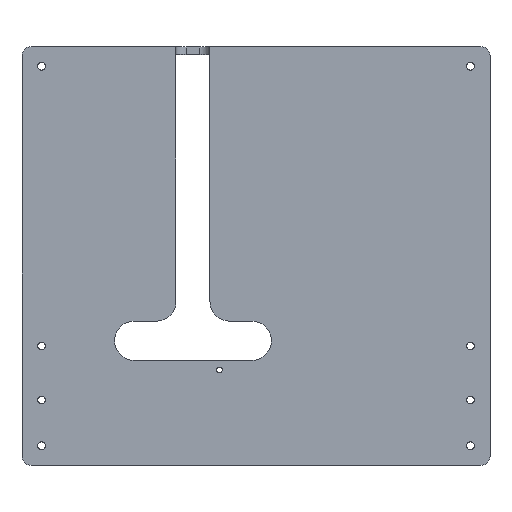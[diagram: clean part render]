
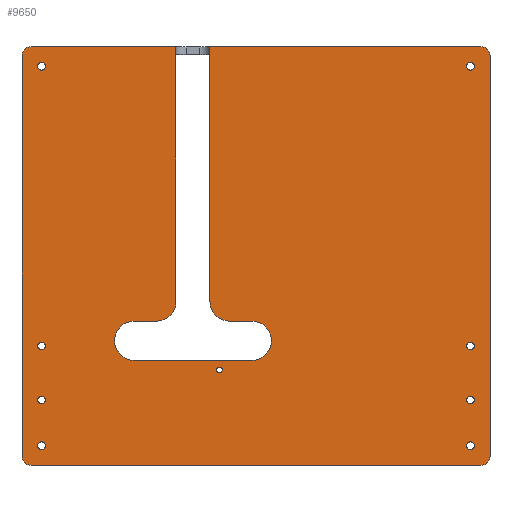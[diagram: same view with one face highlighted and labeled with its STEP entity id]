
A CAD part, top view. The second image highlights one B-rep face of the part: STEP entity #9650.
In plain terms, the highlighted planar face has unit normal (0, 0, 1).
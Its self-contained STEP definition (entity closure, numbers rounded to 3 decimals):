
#54=FACE_BOUND('',#1842,.T.);
#55=FACE_BOUND('',#1843,.T.);
#56=FACE_BOUND('',#1844,.T.);
#57=FACE_BOUND('',#1845,.T.);
#58=FACE_BOUND('',#1846,.T.);
#59=FACE_BOUND('',#1847,.T.);
#60=FACE_BOUND('',#1848,.T.);
#61=FACE_BOUND('',#1849,.T.);
#62=FACE_BOUND('',#1850,.T.);
#497=PLANE('',#10646);
#1244=FACE_OUTER_BOUND('',#1841,.T.);
#1841=EDGE_LOOP('',(#9052,#9053,#9054,#9055,#9056,#9057,#9058,#9059,#9060,
#9061,#9062,#9063,#9064,#9065,#9066,#9067,#9068,#9069));
#1842=EDGE_LOOP('',(#9070));
#1843=EDGE_LOOP('',(#9071));
#1844=EDGE_LOOP('',(#9072));
#1845=EDGE_LOOP('',(#9073));
#1846=EDGE_LOOP('',(#9074));
#1847=EDGE_LOOP('',(#9075));
#1848=EDGE_LOOP('',(#9076));
#1849=EDGE_LOOP('',(#9077));
#1850=EDGE_LOOP('',(#9078));
#2040=LINE('',#14580,#2963);
#2064=LINE('',#15021,#2987);
#2068=LINE('',#15031,#2991);
#2070=LINE('',#15034,#2993);
#2071=LINE('',#15037,#2994);
#2461=LINE('',#16122,#3384);
#2464=LINE('',#16130,#3387);
#2467=LINE('',#16138,#3390);
#2729=LINE('',#16826,#3652);
#2732=LINE('',#16834,#3655);
#2963=VECTOR('',#11045,10.);
#2987=VECTOR('',#11249,10.);
#2991=VECTOR('',#11259,10.);
#2993=VECTOR('',#11263,10.);
#2994=VECTOR('',#11266,10.);
#3384=VECTOR('',#12336,10.);
#3387=VECTOR('',#12345,10.);
#3390=VECTOR('',#12354,10.);
#3652=VECTOR('',#13280,10.);
#3655=VECTOR('',#13289,10.);
#3808=CIRCLE('',#9860,3.5);
#3971=CIRCLE('',#10202,7.5);
#3972=CIRCLE('',#10205,7.5);
#3973=CIRCLE('',#10208,7.5);
#3974=CIRCLE('',#10211,7.5);
#4063=CIRCLE('',#10540,3.5);
#4064=CIRCLE('',#10543,3.5);
#4065=CIRCLE('',#10546,3.5);
#4068=CIRCLE('',#10601,1.1);
#4070=CIRCLE('',#10605,1.475);
#4074=CIRCLE('',#10613,1.475);
#4076=CIRCLE('',#10617,1.475);
#4078=CIRCLE('',#10621,1.475);
#4080=CIRCLE('',#10625,1.475);
#4083=CIRCLE('',#10631,1.475);
#4086=CIRCLE('',#10637,1.475);
#4089=CIRCLE('',#10643,1.475);
#4301=VERTEX_POINT('',#14577);
#4302=VERTEX_POINT('',#14579);
#4412=VERTEX_POINT('',#15018);
#4413=VERTEX_POINT('',#15020);
#4414=VERTEX_POINT('',#15024);
#4415=VERTEX_POINT('',#15028);
#4416=VERTEX_POINT('',#15030);
#4417=VERTEX_POINT('',#15036);
#4771=VERTEX_POINT('',#16116);
#4772=VERTEX_POINT('',#16120);
#4773=VERTEX_POINT('',#16124);
#4774=VERTEX_POINT('',#16128);
#4775=VERTEX_POINT('',#16132);
#4776=VERTEX_POINT('',#16136);
#4869=VERTEX_POINT('',#16820);
#4870=VERTEX_POINT('',#16824);
#4871=VERTEX_POINT('',#16828);
#4872=VERTEX_POINT('',#16832);
#4878=VERTEX_POINT('',#16948);
#4880=VERTEX_POINT('',#16955);
#4882=VERTEX_POINT('',#16966);
#4884=VERTEX_POINT('',#16973);
#4886=VERTEX_POINT('',#16980);
#4888=VERTEX_POINT('',#16987);
#4891=VERTEX_POINT('',#16998);
#4894=VERTEX_POINT('',#17009);
#4897=VERTEX_POINT('',#17020);
#5153=EDGE_CURVE('',#4302,#4301,#2040,.T.);
#5276=EDGE_CURVE('',#4413,#4412,#2064,.T.);
#5279=EDGE_CURVE('',#4412,#4414,#3808,.T.);
#5281=EDGE_CURVE('',#4416,#4415,#2068,.T.);
#5283=EDGE_CURVE('',#4414,#4302,#2070,.T.);
#5284=EDGE_CURVE('',#4417,#4416,#2071,.T.);
#5835=EDGE_CURVE('',#4771,#4417,#3971,.T.);
#5837=EDGE_CURVE('',#4772,#4771,#2461,.T.);
#5839=EDGE_CURVE('',#4773,#4772,#3972,.T.);
#5841=EDGE_CURVE('',#4774,#4773,#2464,.T.);
#5843=EDGE_CURVE('',#4775,#4774,#3973,.T.);
#5845=EDGE_CURVE('',#4776,#4775,#2467,.T.);
#5846=EDGE_CURVE('',#4301,#4776,#3974,.T.);
#6195=EDGE_CURVE('',#4415,#4869,#4063,.T.);
#6197=EDGE_CURVE('',#4869,#4870,#2729,.T.);
#6199=EDGE_CURVE('',#4870,#4871,#4064,.T.);
#6201=EDGE_CURVE('',#4871,#4872,#2732,.T.);
#6202=EDGE_CURVE('',#4872,#4413,#4065,.T.);
#6258=EDGE_CURVE('',#4878,#4878,#4068,.T.);
#6261=EDGE_CURVE('',#4880,#4880,#4070,.T.);
#6266=EDGE_CURVE('',#4882,#4882,#4074,.T.);
#6269=EDGE_CURVE('',#4884,#4884,#4076,.T.);
#6272=EDGE_CURVE('',#4886,#4886,#4078,.T.);
#6275=EDGE_CURVE('',#4888,#4888,#4080,.T.);
#6280=EDGE_CURVE('',#4891,#4891,#4083,.T.);
#6285=EDGE_CURVE('',#4894,#4894,#4086,.T.);
#6290=EDGE_CURVE('',#4897,#4897,#4089,.T.);
#9052=ORIENTED_EDGE('',*,*,#5846,.T.);
#9053=ORIENTED_EDGE('',*,*,#5845,.T.);
#9054=ORIENTED_EDGE('',*,*,#5843,.T.);
#9055=ORIENTED_EDGE('',*,*,#5841,.T.);
#9056=ORIENTED_EDGE('',*,*,#5839,.T.);
#9057=ORIENTED_EDGE('',*,*,#5837,.T.);
#9058=ORIENTED_EDGE('',*,*,#5835,.T.);
#9059=ORIENTED_EDGE('',*,*,#5284,.T.);
#9060=ORIENTED_EDGE('',*,*,#5281,.T.);
#9061=ORIENTED_EDGE('',*,*,#6195,.T.);
#9062=ORIENTED_EDGE('',*,*,#6197,.T.);
#9063=ORIENTED_EDGE('',*,*,#6199,.T.);
#9064=ORIENTED_EDGE('',*,*,#6201,.T.);
#9065=ORIENTED_EDGE('',*,*,#6202,.T.);
#9066=ORIENTED_EDGE('',*,*,#5276,.T.);
#9067=ORIENTED_EDGE('',*,*,#5279,.T.);
#9068=ORIENTED_EDGE('',*,*,#5283,.T.);
#9069=ORIENTED_EDGE('',*,*,#5153,.T.);
#9070=ORIENTED_EDGE('',*,*,#6285,.F.);
#9071=ORIENTED_EDGE('',*,*,#6275,.F.);
#9072=ORIENTED_EDGE('',*,*,#6266,.F.);
#9073=ORIENTED_EDGE('',*,*,#6261,.F.);
#9074=ORIENTED_EDGE('',*,*,#6258,.T.);
#9075=ORIENTED_EDGE('',*,*,#6269,.F.);
#9076=ORIENTED_EDGE('',*,*,#6272,.F.);
#9077=ORIENTED_EDGE('',*,*,#6280,.F.);
#9078=ORIENTED_EDGE('',*,*,#6290,.F.);
#9650=ADVANCED_FACE('',(#1244,#54,#55,#56,#57,#58,#59,#60,#61,#62),#497,
 .T.);
#9860=AXIS2_PLACEMENT_3D('',#15026,#11254,#11255);
#10202=AXIS2_PLACEMENT_3D('',#16118,#12331,#12332);
#10205=AXIS2_PLACEMENT_3D('',#16126,#12340,#12341);
#10208=AXIS2_PLACEMENT_3D('',#16134,#12349,#12350);
#10211=AXIS2_PLACEMENT_3D('',#16140,#12357,#12358);
#10540=AXIS2_PLACEMENT_3D('',#16822,#13275,#13276);
#10543=AXIS2_PLACEMENT_3D('',#16830,#13284,#13285);
#10546=AXIS2_PLACEMENT_3D('',#16836,#13292,#13293);
#10601=AXIS2_PLACEMENT_3D('',#16950,#13455,#13456);
#10605=AXIS2_PLACEMENT_3D('',#16957,#13464,#13465);
#10613=AXIS2_PLACEMENT_3D('',#16968,#13481,#13482);
#10617=AXIS2_PLACEMENT_3D('',#16975,#13490,#13491);
#10621=AXIS2_PLACEMENT_3D('',#16982,#13499,#13500);
#10625=AXIS2_PLACEMENT_3D('',#16989,#13508,#13509);
#10631=AXIS2_PLACEMENT_3D('',#17000,#13522,#13523);
#10637=AXIS2_PLACEMENT_3D('',#17011,#13536,#13537);
#10643=AXIS2_PLACEMENT_3D('',#17022,#13550,#13551);
#10646=AXIS2_PLACEMENT_3D('',#17027,#13557,#13558);
#11045=DIRECTION('',(0.,-1.,0.));
#11249=DIRECTION('',(0.,1.,0.));
#11254=DIRECTION('center_axis',(0.,0.,1.));
#11255=DIRECTION('ref_axis',(0.707,0.707,0.));
#11259=DIRECTION('',(-1.,0.,0.));
#11263=DIRECTION('',(-1.,0.,0.));
#11266=DIRECTION('',(0.,1.,0.));
#12331=DIRECTION('center_axis',(0.,0.,1.));
#12332=DIRECTION('ref_axis',(0.707,-0.707,0.));
#12336=DIRECTION('',(1.,0.,0.));
#12340=DIRECTION('center_axis',(0.,0.,-1.));
#12341=DIRECTION('ref_axis',(-0.707,-0.707,0.));
#12345=DIRECTION('',(-1.,0.,0.));
#12349=DIRECTION('center_axis',(0.,0.,-1.));
#12350=DIRECTION('ref_axis',(0.707,0.707,0.));
#12354=DIRECTION('',(1.,0.,0.));
#12357=DIRECTION('center_axis',(0.,0.,1.));
#12358=DIRECTION('ref_axis',(-0.707,-0.707,0.));
#13275=DIRECTION('center_axis',(0.,0.,1.));
#13276=DIRECTION('ref_axis',(-0.707,0.707,0.));
#13280=DIRECTION('',(0.,-1.,0.));
#13284=DIRECTION('center_axis',(0.,0.,1.));
#13285=DIRECTION('ref_axis',(-0.707,-0.707,0.));
#13289=DIRECTION('',(1.,0.,0.));
#13292=DIRECTION('center_axis',(0.,0.,1.));
#13293=DIRECTION('ref_axis',(0.707,-0.707,0.));
#13455=DIRECTION('center_axis',(0.,0.,-1.));
#13456=DIRECTION('ref_axis',(1.,0.,0.));
#13464=DIRECTION('center_axis',(0.,0.,1.));
#13465=DIRECTION('ref_axis',(-1.,0.,0.));
#13481=DIRECTION('center_axis',(0.,0.,1.));
#13482=DIRECTION('ref_axis',(-1.,0.,0.));
#13490=DIRECTION('center_axis',(0.,0.,1.));
#13491=DIRECTION('ref_axis',(-1.,0.,0.));
#13499=DIRECTION('center_axis',(0.,0.,1.));
#13500=DIRECTION('ref_axis',(-1.,0.,0.));
#13508=DIRECTION('center_axis',(0.,0.,1.));
#13509=DIRECTION('ref_axis',(-1.,0.,0.));
#13522=DIRECTION('center_axis',(0.,0.,1.));
#13523=DIRECTION('ref_axis',(-1.,0.,0.));
#13536=DIRECTION('center_axis',(0.,0.,1.));
#13537=DIRECTION('ref_axis',(-1.,0.,0.));
#13550=DIRECTION('center_axis',(0.,0.,1.));
#13551=DIRECTION('ref_axis',(-1.,0.,0.));
#13557=DIRECTION('center_axis',(0.,0.,1.));
#13558=DIRECTION('ref_axis',(-1.,0.,0.));
#14577=CARTESIAN_POINT('',(-56.187,48.553,7.95));
#14579=CARTESIAN_POINT('',(-56.187,146.053,7.95));
#14580=CARTESIAN_POINT('',(-56.187,106.011,7.95));
#15018=CARTESIAN_POINT('',(50.914,142.553,7.95));
#15020=CARTESIAN_POINT('',(50.914,-10.615,7.95));
#15021=CARTESIAN_POINT('',(50.914,106.011,7.95));
#15024=CARTESIAN_POINT('',(47.414,146.053,7.95));
#15026=CARTESIAN_POINT('Origin',(47.414,142.553,7.95));
#15028=CARTESIAN_POINT('',(-124.586,146.053,7.95));
#15030=CARTESIAN_POINT('',(-69.187,146.053,7.95));
#15031=CARTESIAN_POINT('',(-83.336,146.053,7.95));
#15034=CARTESIAN_POINT('',(-83.336,146.053,7.95));
#15036=CARTESIAN_POINT('',(-69.187,48.553,7.95));
#15037=CARTESIAN_POINT('',(-69.187,106.011,7.95));
#16116=CARTESIAN_POINT('',(-76.687,41.053,7.95));
#16118=CARTESIAN_POINT('Origin',(-76.687,48.553,7.95));
#16120=CARTESIAN_POINT('',(-85.187,41.053,7.95));
#16122=CARTESIAN_POINT('',(-53.887,41.053,7.95));
#16124=CARTESIAN_POINT('',(-85.187,26.053,7.95));
#16126=CARTESIAN_POINT('Origin',(-85.187,33.553,7.95));
#16128=CARTESIAN_POINT('',(-40.187,26.053,7.95));
#16130=CARTESIAN_POINT('',(-38.586,26.053,7.95));
#16132=CARTESIAN_POINT('',(-40.187,41.053,7.95));
#16134=CARTESIAN_POINT('Origin',(-40.187,33.553,7.95));
#16136=CARTESIAN_POINT('',(-48.687,41.053,7.95));
#16138=CARTESIAN_POINT('',(-35.637,41.053,7.95));
#16140=CARTESIAN_POINT('Origin',(-48.687,48.553,7.95));
#16820=CARTESIAN_POINT('',(-128.086,142.553,7.95));
#16822=CARTESIAN_POINT('Origin',(-124.586,142.553,7.95));
#16824=CARTESIAN_POINT('',(-128.086,-10.615,7.95));
#16826=CARTESIAN_POINT('',(-128.086,25.927,7.95));
#16828=CARTESIAN_POINT('',(-124.586,-14.115,7.95));
#16830=CARTESIAN_POINT('Origin',(-124.586,-10.615,7.95));
#16832=CARTESIAN_POINT('',(47.414,-14.115,7.95));
#16834=CARTESIAN_POINT('',(6.164,-14.115,7.95));
#16836=CARTESIAN_POINT('Origin',(47.414,-10.615,7.95));
#16948=CARTESIAN_POINT('',(-53.686,22.385,7.95));
#16950=CARTESIAN_POINT('Origin',(-52.586,22.385,7.95));
#16955=CARTESIAN_POINT('',(-119.111,138.553,7.95));
#16957=CARTESIAN_POINT('Origin',(-120.586,138.553,7.95));
#16966=CARTESIAN_POINT('',(-119.111,31.553,7.95));
#16968=CARTESIAN_POINT('Origin',(-120.586,31.553,7.95));
#16973=CARTESIAN_POINT('',(44.889,138.553,7.95));
#16975=CARTESIAN_POINT('Origin',(43.414,138.553,7.95));
#16980=CARTESIAN_POINT('',(44.889,31.553,7.95));
#16982=CARTESIAN_POINT('Origin',(43.414,31.553,7.95));
#16987=CARTESIAN_POINT('',(-119.111,-6.615,7.95));
#16989=CARTESIAN_POINT('Origin',(-120.586,-6.615,7.95));
#16998=CARTESIAN_POINT('',(-119.111,10.885,7.95));
#17000=CARTESIAN_POINT('Origin',(-120.586,10.885,7.95));
#17009=CARTESIAN_POINT('',(44.889,10.885,7.95));
#17011=CARTESIAN_POINT('Origin',(43.414,10.885,7.95));
#17020=CARTESIAN_POINT('',(44.889,-6.615,7.95));
#17022=CARTESIAN_POINT('Origin',(43.414,-6.615,7.95));
#17027=CARTESIAN_POINT('Origin',(-38.586,65.969,7.95));
